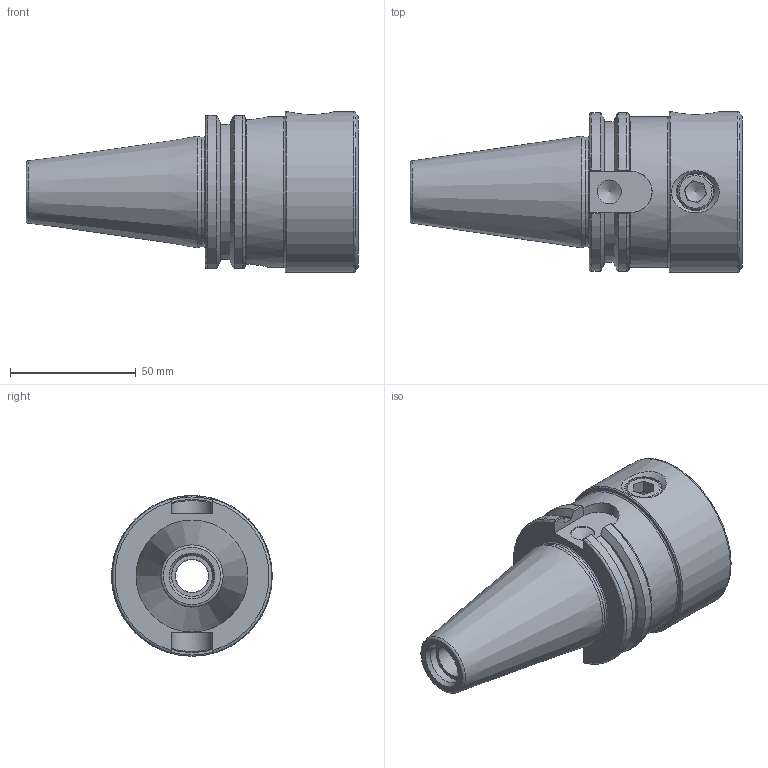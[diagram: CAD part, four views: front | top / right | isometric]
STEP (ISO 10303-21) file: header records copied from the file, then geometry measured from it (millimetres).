
FILE_DESCRIPTION(/* description */ (''),/* implementation_level */ '2;1');
FILE_NAME(/* name */ 'CAT40-S36-64.stp',/* time_stamp */ '2022-07-29T16:16:04+09:00',/* author */ ('eos'),/* organization */ (''),/* preprocessor_version */ 'ST-DEVELOPER v18.1',/* originating_system */ 'Autodesk Inventor 2022',/* authorisation */ '');
FILE_SCHEMA (('AUTOMOTIVE_DESIGN { 1 0 10303 214 3 1 1 }'));
Products named in the file (3): CAT40-S36-64; CAT50; M10x1.0x16.5L
Assembly tree (3 placements, depth 2):
  CAT40-S36-64
    CAT50
    M10x1.0x16.5L  x2
Bounding box: 132.25 x 64 x 64 mm (x, y, z)
Volume: 196679.1 mm3; surface area: 38523.6 mm2
Topology: 3 solids, 3 shells, 116 faces, 281 edges, 178 vertices
Faces by surface type: plane 57, cylinder 24, cone 20, torus 15
Full cylindrical faces by diameter (mm): 8 x2, 8.5 x1, 9.525 x1, 13 x1, 13.386 x1, 14.376 x2, 16 x2, 16.3 x1, 36 x1, 37.2 x1, 43.6 x1, 60 x1, 64 x1
Entity records: 3181 total; most frequent: CARTESIAN_POINT 821, DIRECTION 475, ORIENTED_EDGE 466, EDGE_CURVE 233, AXIS2_PLACEMENT_3D 187, VERTEX_POINT 151, EDGE_LOOP 112, LINE 101
